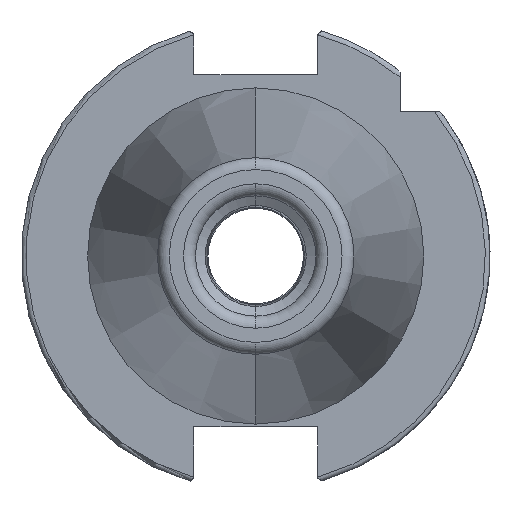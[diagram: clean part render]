
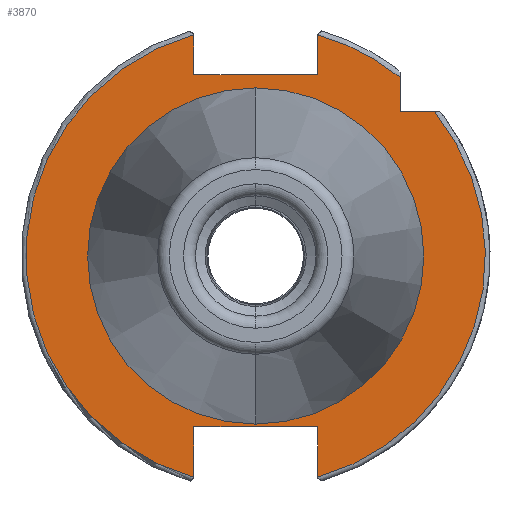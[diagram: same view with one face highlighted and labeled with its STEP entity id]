
A CAD part, left-side view. The second image highlights one B-rep face of the part: STEP entity #3870.
In plain terms, the highlighted planar face has unit normal (-1, 0, 0).
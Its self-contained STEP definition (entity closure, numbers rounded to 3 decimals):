
#157 = CARTESIAN_POINT ( 'NONE',  ( 3.2, 12.85, -45.963 ) ) ;
#187 = VECTOR ( 'NONE', #1537, 1000. ) ;
#211 = LINE ( 'NONE', #1461, #187 ) ;
#224 = EDGE_CURVE ( 'NONE', #4017, #432, #993, .T. ) ;
#236 = CIRCLE ( 'NONE', #3552, 47.725 ) ;
#339 = LINE ( 'NONE', #2524, #348 ) ;
#348 = VECTOR ( 'NONE', #2356, 1000. ) ;
#359 = CARTESIAN_POINT ( 'NONE',  ( 3.2, 0., 34.925 ) ) ;
#363 = VERTEX_POINT ( 'NONE', #359 ) ;
#396 = VECTOR ( 'NONE', #2996, 1000. ) ;
#406 = LINE ( 'NONE', #2948, #396 ) ;
#407 = DIRECTION ( 'NONE',  ( 0., 0., -1. ) ) ;
#424 = DIRECTION ( 'NONE',  ( 1., 0., 0. ) ) ;
#432 = VERTEX_POINT ( 'NONE', #3119 ) ;
#434 = CARTESIAN_POINT ( 'NONE',  ( 3.2, 0., 0. ) ) ;
#445 = PLANE ( 'NONE',  #889 ) ;
#463 = EDGE_CURVE ( 'NONE', #3545, #2830, #705, .T. ) ;
#502 = VECTOR ( 'NONE', #3686, 1000. ) ;
#527 = DIRECTION ( 'NONE',  ( 0., 0., -1. ) ) ;
#537 = DIRECTION ( 'NONE',  ( 0., -1., 0. ) ) ;
#538 = LINE ( 'NONE', #3755, #502 ) ;
#579 = CARTESIAN_POINT ( 'NONE',  ( 3.2, -30., 30. ) ) ;
#628 = EDGE_CURVE ( 'NONE', #1690, #3545, #538, .T. ) ;
#638 = CARTESIAN_POINT ( 'NONE',  ( 3.2, 47.725, 0. ) ) ;
#679 = DIRECTION ( 'NONE',  ( 0., 0., -1. ) ) ;
#705 = CIRCLE ( 'NONE', #758, 47.725 ) ;
#718 = DIRECTION ( 'NONE',  ( -1., 0., 0. ) ) ;
#728 = CARTESIAN_POINT ( 'NONE',  ( 3.2, -30., 30. ) ) ;
#733 = DIRECTION ( 'NONE',  ( 0., 0., 1. ) ) ;
#751 = EDGE_CURVE ( 'NONE', #1746, #1690, #406, .T. ) ;
#758 = AXIS2_PLACEMENT_3D ( 'NONE', #2483, #2473, #2659 ) ;
#779 = FACE_OUTER_BOUND ( 'NONE', #2341, .T. ) ;
#826 = FACE_BOUND ( 'NONE', #2718, .T. ) ;
#843 = EDGE_CURVE ( 'NONE', #880, #1746, #339, .T. ) ;
#880 = VERTEX_POINT ( 'NONE', #1937 ) ;
#889 = AXIS2_PLACEMENT_3D ( 'NONE', #638, #718, #733 ) ;
#913 = VECTOR ( 'NONE', #2938, 1000. ) ;
#917 = CARTESIAN_POINT ( 'NONE',  ( 3.2, 0., 0. ) ) ;
#933 = EDGE_CURVE ( 'NONE', #1146, #880, #236, .T. ) ;
#934 = LINE ( 'NONE', #2956, #913 ) ;
#981 = VERTEX_POINT ( 'NONE', #1340 ) ;
#985 = CIRCLE ( 'NONE', #1219, 34.925 ) ;
#993 = CIRCLE ( 'NONE', #1548, 47.725 ) ;
#994 = EDGE_CURVE ( 'NONE', #2800, #1146, #211, .T. ) ;
#1146 = VERTEX_POINT ( 'NONE', #157 ) ;
#1155 = ORIENTED_EDGE ( 'NONE', *, *, #3645, .T. ) ;
#1159 = ORIENTED_EDGE ( 'NONE', *, *, #2512, .T. ) ;
#1171 = ORIENTED_EDGE ( 'NONE', *, *, #2935, .F. ) ;
#1195 = ORIENTED_EDGE ( 'NONE', *, *, #224, .F. ) ;
#1198 = ORIENTED_EDGE ( 'NONE', *, *, #1245, .F. ) ;
#1202 = ORIENTED_EDGE ( 'NONE', *, *, #3759, .F. ) ;
#1205 = ORIENTED_EDGE ( 'NONE', *, *, #994, .F. ) ;
#1209 = ORIENTED_EDGE ( 'NONE', *, *, #933, .F. ) ;
#1219 = AXIS2_PLACEMENT_3D ( 'NONE', #917, #1577, #527 ) ;
#1245 = EDGE_CURVE ( 'NONE', #432, #981, #3807, .T. ) ;
#1253 = ORIENTED_EDGE ( 'NONE', *, *, #843, .F. ) ;
#1257 = ORIENTED_EDGE ( 'NONE', *, *, #751, .F. ) ;
#1263 = ORIENTED_EDGE ( 'NONE', *, *, #628, .F. ) ;
#1265 = ORIENTED_EDGE ( 'NONE', *, *, #463, .F. ) ;
#1272 = ORIENTED_EDGE ( 'NONE', *, *, #3435, .F. ) ;
#1329 = VECTOR ( 'NONE', #679, 1000. ) ;
#1340 = CARTESIAN_POINT ( 'NONE',  ( 3.2, -12.85, -35.5 ) ) ;
#1362 = LINE ( 'NONE', #728, #1329 ) ;
#1459 = DIRECTION ( 'NONE',  ( 0., 0., -1. ) ) ;
#1461 = CARTESIAN_POINT ( 'NONE',  ( 3.2, 12.85, -47. ) ) ;
#1464 = DIRECTION ( 'NONE',  ( 0., 0., -1. ) ) ;
#1480 = DIRECTION ( 'NONE',  ( 1., 0., 0. ) ) ;
#1489 = DIRECTION ( 'NONE',  ( 1., 0., 0. ) ) ;
#1492 = CARTESIAN_POINT ( 'NONE',  ( 3.2, 0., 0. ) ) ;
#1504 = CARTESIAN_POINT ( 'NONE',  ( 3.2, 0., 0. ) ) ;
#1537 = DIRECTION ( 'NONE',  ( 0., 0., -1. ) ) ;
#1548 = AXIS2_PLACEMENT_3D ( 'NONE', #1504, #1489, #1459 ) ;
#1577 = DIRECTION ( 'NONE',  ( 1., 0., 0. ) ) ;
#1690 = VERTEX_POINT ( 'NONE', #2054 ) ;
#1746 = VERTEX_POINT ( 'NONE', #2720 ) ;
#1904 = VECTOR ( 'NONE', #537, 1000. ) ;
#1937 = CARTESIAN_POINT ( 'NONE',  ( 3.2, 12.85, 45.963 ) ) ;
#1994 = LINE ( 'NONE', #579, #1904 ) ;
#2054 = CARTESIAN_POINT ( 'NONE',  ( 3.2, -12.85, 37.7 ) ) ;
#2105 = DIRECTION ( 'NONE',  ( 0., 0., 1. ) ) ;
#2111 = CARTESIAN_POINT ( 'NONE',  ( 3.2, -12.85, -47. ) ) ;
#2241 = CIRCLE ( 'NONE', #2572, 34.925 ) ;
#2292 = CARTESIAN_POINT ( 'NONE',  ( 3.2, -30., 37.117 ) ) ;
#2329 = VERTEX_POINT ( 'NONE', #3409 ) ;
#2341 = EDGE_LOOP ( 'NONE', ( #1272, #1265, #1263, #1257, #1253, #1209, #1205, #1202, #1198, #1195, #1171 ) ) ;
#2356 = DIRECTION ( 'NONE',  ( 0., 0., -1. ) ) ;
#2473 = DIRECTION ( 'NONE',  ( 1., 0., 0. ) ) ;
#2483 = CARTESIAN_POINT ( 'NONE',  ( 3.2, 0., 0. ) ) ;
#2512 = EDGE_CURVE ( 'NONE', #2329, #363, #2241, .T. ) ;
#2524 = CARTESIAN_POINT ( 'NONE',  ( 3.2, 12.85, 37.7 ) ) ;
#2572 = AXIS2_PLACEMENT_3D ( 'NONE', #434, #424, #407 ) ;
#2659 = DIRECTION ( 'NONE',  ( 0., 0., -1. ) ) ;
#2718 = EDGE_LOOP ( 'NONE', ( #1159, #1155 ) ) ;
#2720 = CARTESIAN_POINT ( 'NONE',  ( 3.2, 12.85, 37.7 ) ) ;
#2765 = VERTEX_POINT ( 'NONE', #3392 ) ;
#2800 = VERTEX_POINT ( 'NONE', #2887 ) ;
#2830 = VERTEX_POINT ( 'NONE', #2292 ) ;
#2887 = CARTESIAN_POINT ( 'NONE',  ( 3.2, 12.85, -35.5 ) ) ;
#2934 = CARTESIAN_POINT ( 'NONE',  ( 3.2, -37.117, 30. ) ) ;
#2935 = EDGE_CURVE ( 'NONE', #2765, #4017, #1994, .T. ) ;
#2938 = DIRECTION ( 'NONE',  ( 0., 1., 0. ) ) ;
#2948 = CARTESIAN_POINT ( 'NONE',  ( 3.2, 12.85, 37.7 ) ) ;
#2956 = CARTESIAN_POINT ( 'NONE',  ( 3.2, 12.85, -35.5 ) ) ;
#2996 = DIRECTION ( 'NONE',  ( 0., -1., 0. ) ) ;
#3119 = CARTESIAN_POINT ( 'NONE',  ( 3.2, -12.85, -45.963 ) ) ;
#3392 = CARTESIAN_POINT ( 'NONE',  ( 3.2, -30., 30. ) ) ;
#3409 = CARTESIAN_POINT ( 'NONE',  ( 3.2, 0., -34.925 ) ) ;
#3435 = EDGE_CURVE ( 'NONE', #2830, #2765, #1362, .T. ) ;
#3545 = VERTEX_POINT ( 'NONE', #3580 ) ;
#3552 = AXIS2_PLACEMENT_3D ( 'NONE', #1492, #1480, #1464 ) ;
#3580 = CARTESIAN_POINT ( 'NONE',  ( 3.2, -12.85, 45.963 ) ) ;
#3645 = EDGE_CURVE ( 'NONE', #363, #2329, #985, .T. ) ;
#3686 = DIRECTION ( 'NONE',  ( 0., 0., 1. ) ) ;
#3748 = VECTOR ( 'NONE', #2105, 1000. ) ;
#3755 = CARTESIAN_POINT ( 'NONE',  ( 3.2, -12.85, 37.7 ) ) ;
#3759 = EDGE_CURVE ( 'NONE', #981, #2800, #934, .T. ) ;
#3807 = LINE ( 'NONE', #2111, #3748 ) ;
#3870 = ADVANCED_FACE ( 'NONE', ( #779, #826 ), #445, .T. ) ;
#4017 = VERTEX_POINT ( 'NONE', #2934 ) ;
